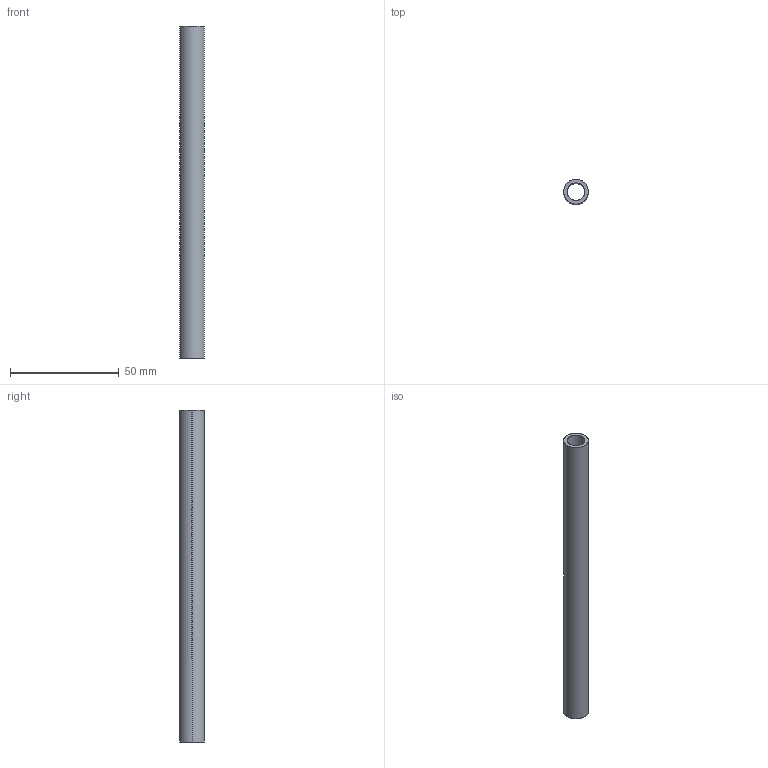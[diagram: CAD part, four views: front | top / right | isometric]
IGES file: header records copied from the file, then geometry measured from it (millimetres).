
Start section: SolidWorks IGES file using analytic representation for surfaces
Global section: file name: NUHRT .317-1.5X6.IGS; native system: SolidWorks 2020; preprocessor: SolidWorks 2020; author: office; date: 210603.110028; units: inch
Bounding box: 11.43 x 11.43 x 152.4 mm (x, y, z)
Surface area: 9430.9 mm2 (no closed solid volume)
Topology: 0 solids, 0 shells, 6 faces, 144 edges, 144 vertices
Faces by surface type: revolution 4, bspline 2
